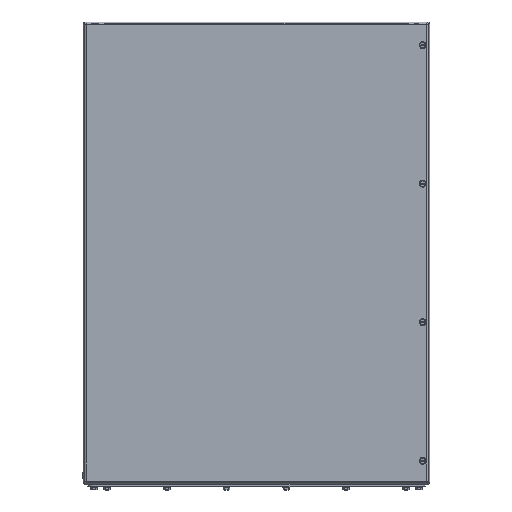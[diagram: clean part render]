
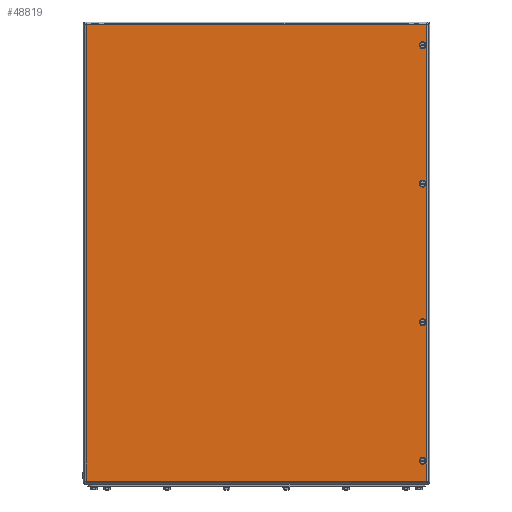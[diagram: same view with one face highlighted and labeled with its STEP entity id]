
A CAD part, top view. The second image highlights one B-rep face of the part: STEP entity #48819.
In plain terms, the highlighted planar face has unit normal (0, 0, 1).
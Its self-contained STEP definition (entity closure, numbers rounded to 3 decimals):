
#48725=AXIS2_PLACEMENT_3D('Plane Axis2P3D',#48722,#48723,#48724) ;
#48767=AXIS2_PLACEMENT_3D('Circle Axis2P3D',#48765,#48766,$) ;
#48776=AXIS2_PLACEMENT_3D('Circle Axis2P3D',#48774,#48775,$) ;
#48785=AXIS2_PLACEMENT_3D('Circle Axis2P3D',#48783,#48784,$) ;
#48794=AXIS2_PLACEMENT_3D('Circle Axis2P3D',#48792,#48793,$) ;
#48803=AXIS2_PLACEMENT_3D('Circle Axis2P3D',#48801,#48802,$) ;
#48812=AXIS2_PLACEMENT_3D('Circle Axis2P3D',#48810,#48811,$) ;
#48430=CARTESIAN_POINT('Vertex',(584.5,530.,200.)) ;
#48434=CARTESIAN_POINT('Control Point',(584.5,530.,200.)) ;
#48435=CARTESIAN_POINT('Control Point',(584.5,529.45,200.)) ;
#48436=CARTESIAN_POINT('Control Point',(584.608,528.9,200.)) ;
#48437=CARTESIAN_POINT('Control Point',(584.824,528.379,200.)) ;
#48438=CARTESIAN_POINT('Control Point',(585.449,527.449,200.)) ;
#48439=CARTESIAN_POINT('Control Point',(586.379,526.824,200.)) ;
#48440=CARTESIAN_POINT('Control Point',(586.9,526.608,200.)) ;
#48441=CARTESIAN_POINT('Control Point',(588.,526.392,200.)) ;
#48442=CARTESIAN_POINT('Control Point',(589.1,526.608,200.)) ;
#48443=CARTESIAN_POINT('Control Point',(589.621,526.824,200.)) ;
#48444=CARTESIAN_POINT('Control Point',(590.551,527.449,200.)) ;
#48445=CARTESIAN_POINT('Control Point',(591.176,528.379,200.)) ;
#48446=CARTESIAN_POINT('Control Point',(591.392,528.9,200.)) ;
#48447=CARTESIAN_POINT('Control Point',(591.5,529.45,200.)) ;
#48448=CARTESIAN_POINT('Control Point',(591.5,530.,200.)) ;
#48449=CARTESIAN_POINT('Vertex',(591.5,530.,200.)) ;
#48699=CARTESIAN_POINT('Control Point',(591.5,530.,200.)) ;
#48700=CARTESIAN_POINT('Control Point',(591.5,530.55,200.)) ;
#48701=CARTESIAN_POINT('Control Point',(591.392,531.1,200.)) ;
#48702=CARTESIAN_POINT('Control Point',(591.176,531.621,200.)) ;
#48703=CARTESIAN_POINT('Control Point',(590.551,532.551,200.)) ;
#48704=CARTESIAN_POINT('Control Point',(589.621,533.176,200.)) ;
#48705=CARTESIAN_POINT('Control Point',(589.1,533.392,200.)) ;
#48706=CARTESIAN_POINT('Control Point',(588.,533.608,200.)) ;
#48707=CARTESIAN_POINT('Control Point',(586.9,533.392,200.)) ;
#48708=CARTESIAN_POINT('Control Point',(586.379,533.176,200.)) ;
#48709=CARTESIAN_POINT('Control Point',(585.449,532.551,200.)) ;
#48710=CARTESIAN_POINT('Control Point',(584.824,531.621,200.)) ;
#48711=CARTESIAN_POINT('Control Point',(584.608,531.1,200.)) ;
#48712=CARTESIAN_POINT('Control Point',(584.5,530.55,200.)) ;
#48713=CARTESIAN_POINT('Control Point',(584.5,530.,200.)) ;
#48722=CARTESIAN_POINT('Axis2P3D Location',(300.,410.,200.)) ;
#48727=CARTESIAN_POINT('Line Origine',(595.,410.,200.)) ;
#48731=CARTESIAN_POINT('Vertex',(595.,15.,200.)) ;
#48733=CARTESIAN_POINT('Vertex',(595.,805.,200.)) ;
#48736=CARTESIAN_POINT('Line Origine',(300.,805.,200.)) ;
#48740=CARTESIAN_POINT('Vertex',(5.,805.,200.)) ;
#48743=CARTESIAN_POINT('Line Origine',(5.,410.,200.)) ;
#48747=CARTESIAN_POINT('Vertex',(5.,15.,200.)) ;
#48750=CARTESIAN_POINT('Line Origine',(300.,15.,200.)) ;
#48765=CARTESIAN_POINT('Axis2P3D Location',(588.,770.,200.)) ;
#48769=CARTESIAN_POINT('Vertex',(591.5,770.,200.)) ;
#48771=CARTESIAN_POINT('Vertex',(584.5,770.,200.)) ;
#48774=CARTESIAN_POINT('Axis2P3D Location',(588.,770.,200.)) ;
#48783=CARTESIAN_POINT('Axis2P3D Location',(588.,290.,200.)) ;
#48787=CARTESIAN_POINT('Vertex',(591.5,290.,200.)) ;
#48789=CARTESIAN_POINT('Vertex',(584.5,290.,200.)) ;
#48792=CARTESIAN_POINT('Axis2P3D Location',(588.,290.,200.)) ;
#48801=CARTESIAN_POINT('Axis2P3D Location',(588.,50.,200.)) ;
#48805=CARTESIAN_POINT('Vertex',(591.5,50.,200.)) ;
#48807=CARTESIAN_POINT('Vertex',(584.5,50.,200.)) ;
#48810=CARTESIAN_POINT('Axis2P3D Location',(588.,50.,200.)) ;
#48723=DIRECTION('Axis2P3D Direction',(0.,0.,1.)) ;
#48724=DIRECTION('Axis2P3D XDirection',(1.,0.,0.)) ;
#48728=DIRECTION('Vector Direction',(0.,1.,0.)) ;
#48737=DIRECTION('Vector Direction',(-1.,0.,0.)) ;
#48744=DIRECTION('Vector Direction',(0.,-1.,0.)) ;
#48751=DIRECTION('Vector Direction',(1.,0.,0.)) ;
#48766=DIRECTION('Axis2P3D Direction',(0.,0.,1.)) ;
#48775=DIRECTION('Axis2P3D Direction',(0.,0.,1.)) ;
#48784=DIRECTION('Axis2P3D Direction',(0.,0.,1.)) ;
#48793=DIRECTION('Axis2P3D Direction',(0.,0.,1.)) ;
#48802=DIRECTION('Axis2P3D Direction',(0.,0.,1.)) ;
#48811=DIRECTION('Axis2P3D Direction',(0.,0.,1.)) ;
#48729=VECTOR('Line Direction',#48728,1.) ;
#48738=VECTOR('Line Direction',#48737,1.) ;
#48745=VECTOR('Line Direction',#48744,1.) ;
#48752=VECTOR('Line Direction',#48751,1.) ;
#48756=ORIENTED_EDGE('',*,*,#48735,.T.) ;
#48757=ORIENTED_EDGE('',*,*,#48742,.T.) ;
#48758=ORIENTED_EDGE('',*,*,#48749,.T.) ;
#48759=ORIENTED_EDGE('',*,*,#48754,.T.) ;
#48762=ORIENTED_EDGE('',*,*,#48714,.F.) ;
#48763=ORIENTED_EDGE('',*,*,#48451,.F.) ;
#48780=ORIENTED_EDGE('',*,*,#48773,.F.) ;
#48781=ORIENTED_EDGE('',*,*,#48778,.F.) ;
#48798=ORIENTED_EDGE('',*,*,#48791,.F.) ;
#48799=ORIENTED_EDGE('',*,*,#48796,.F.) ;
#48816=ORIENTED_EDGE('',*,*,#48809,.F.) ;
#48817=ORIENTED_EDGE('',*,*,#48814,.F.) ;
#48764=FACE_BOUND('',#48761,.T.) ;
#48782=FACE_BOUND('',#48779,.T.) ;
#48800=FACE_BOUND('',#48797,.T.) ;
#48818=FACE_BOUND('',#48815,.T.) ;
#48819=ADVANCED_FACE('74074_ZUB_DE_HS_KEBX_800x600-1/74074_DE_HS_KEBX_800x600-1-solid1',(#48760,#48764,#48782,#48800,#48818),#48726,.T.) ;
#48433=B_SPLINE_CURVE_WITH_KNOTS('',5,(#48434,#48435,#48436,#48437,#48438,#48439,#48440,#48441,#48442,#48443,#48444,#48445,#48446,#48447,#48448),.UNSPECIFIED.,.F.,.U.,(6,3,3,3,6),(-5.498,-2.749,0.,2.749,5.498),.UNSPECIFIED.) ;
#48698=B_SPLINE_CURVE_WITH_KNOTS('',5,(#48699,#48700,#48701,#48702,#48703,#48704,#48705,#48706,#48707,#48708,#48709,#48710,#48711,#48712,#48713),.UNSPECIFIED.,.F.,.U.,(6,3,3,3,6),(-5.498,-2.749,0.,2.749,5.498),.UNSPECIFIED.) ;
#48768=CIRCLE('generated circle',#48767,3.5) ;
#48777=CIRCLE('generated circle',#48776,3.5) ;
#48786=CIRCLE('generated circle',#48785,3.5) ;
#48795=CIRCLE('generated circle',#48794,3.5) ;
#48804=CIRCLE('generated circle',#48803,3.5) ;
#48813=CIRCLE('generated circle',#48812,3.5) ;
#48451=EDGE_CURVE('',#48431,#48450,#48433,.T.) ;
#48714=EDGE_CURVE('',#48450,#48431,#48698,.T.) ;
#48735=EDGE_CURVE('',#48732,#48734,#48730,.T.) ;
#48742=EDGE_CURVE('',#48734,#48741,#48739,.T.) ;
#48749=EDGE_CURVE('',#48741,#48748,#48746,.T.) ;
#48754=EDGE_CURVE('',#48748,#48732,#48753,.T.) ;
#48773=EDGE_CURVE('',#48770,#48772,#48768,.T.) ;
#48778=EDGE_CURVE('',#48772,#48770,#48777,.T.) ;
#48791=EDGE_CURVE('',#48788,#48790,#48786,.T.) ;
#48796=EDGE_CURVE('',#48790,#48788,#48795,.T.) ;
#48809=EDGE_CURVE('',#48806,#48808,#48804,.T.) ;
#48814=EDGE_CURVE('',#48808,#48806,#48813,.T.) ;
#48755=EDGE_LOOP('',(#48756,#48757,#48758,#48759)) ;
#48761=EDGE_LOOP('',(#48762,#48763)) ;
#48779=EDGE_LOOP('',(#48780,#48781)) ;
#48797=EDGE_LOOP('',(#48798,#48799)) ;
#48815=EDGE_LOOP('',(#48816,#48817)) ;
#48760=FACE_OUTER_BOUND('',#48755,.T.) ;
#48730=LINE('Line',#48727,#48729) ;
#48739=LINE('Line',#48736,#48738) ;
#48746=LINE('Line',#48743,#48745) ;
#48753=LINE('Line',#48750,#48752) ;
#48726=PLANE('',#48725) ;
#48431=VERTEX_POINT('',#48430) ;
#48450=VERTEX_POINT('',#48449) ;
#48732=VERTEX_POINT('',#48731) ;
#48734=VERTEX_POINT('',#48733) ;
#48741=VERTEX_POINT('',#48740) ;
#48748=VERTEX_POINT('',#48747) ;
#48770=VERTEX_POINT('',#48769) ;
#48772=VERTEX_POINT('',#48771) ;
#48788=VERTEX_POINT('',#48787) ;
#48790=VERTEX_POINT('',#48789) ;
#48806=VERTEX_POINT('',#48805) ;
#48808=VERTEX_POINT('',#48807) ;
